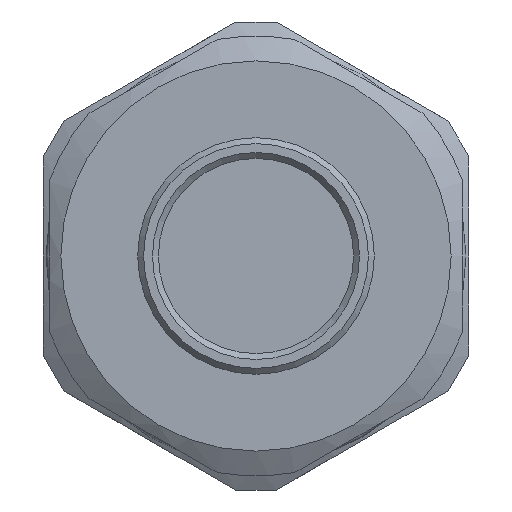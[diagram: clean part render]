
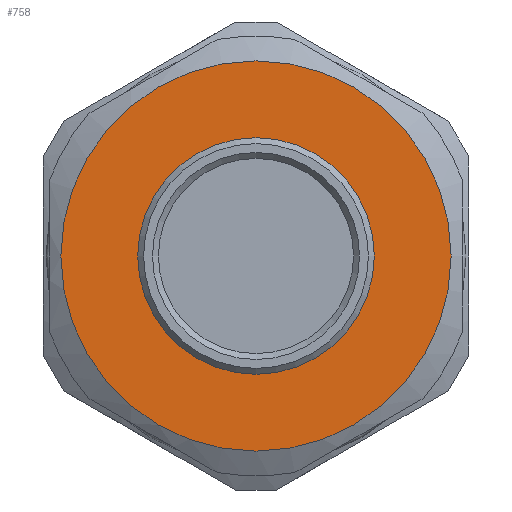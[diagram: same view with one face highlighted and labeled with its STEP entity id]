
A CAD part, front view. The second image highlights one B-rep face of the part: STEP entity #758.
In plain terms, the highlighted planar face has unit normal (0, -1, 0).
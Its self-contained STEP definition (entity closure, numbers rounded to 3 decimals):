
#16=FACE_BOUND('',#263,.T.);
#217=FACE_OUTER_BOUND('',#262,.T.);
#262=EDGE_LOOP('',(#590));
#263=EDGE_LOOP('',(#591));
#308=CIRCLE('',#843,9.5);
#309=CIRCLE('',#845,16.5);
#354=VERTEX_POINT('',#1205);
#355=VERTEX_POINT('',#1209);
#442=EDGE_CURVE('',#354,#354,#308,.T.);
#444=EDGE_CURVE('',#355,#355,#309,.T.);
#590=ORIENTED_EDGE('',*,*,#444,.F.);
#591=ORIENTED_EDGE('',*,*,#442,.T.);
#721=PLANE('',#844);
#758=ADVANCED_FACE('',(#217,#16),#721,.T.);
#843=AXIS2_PLACEMENT_3D('',#1206,#982,#983);
#844=AXIS2_PLACEMENT_3D('',#1208,#985,#986);
#845=AXIS2_PLACEMENT_3D('',#1210,#987,#988);
#982=DIRECTION('center_axis',(0.,1.,0.));
#983=DIRECTION('ref_axis',(-1.,0.,0.));
#985=DIRECTION('center_axis',(0.,-1.,0.));
#986=DIRECTION('ref_axis',(0.,0.,
-1.));
#987=DIRECTION('center_axis',(0.,1.,0.));
#988=DIRECTION('ref_axis',(-1.,0.,0.));
#1205=CARTESIAN_POINT('',(142.169,74.909,145.99));
#1206=CARTESIAN_POINT('Origin',(132.669,74.909,145.99));
#1208=CARTESIAN_POINT('Origin',(118.919,74.909,145.99));
#1209=CARTESIAN_POINT('',(149.169,74.909,145.99));
#1210=CARTESIAN_POINT('Origin',(132.669,74.909,145.99));
